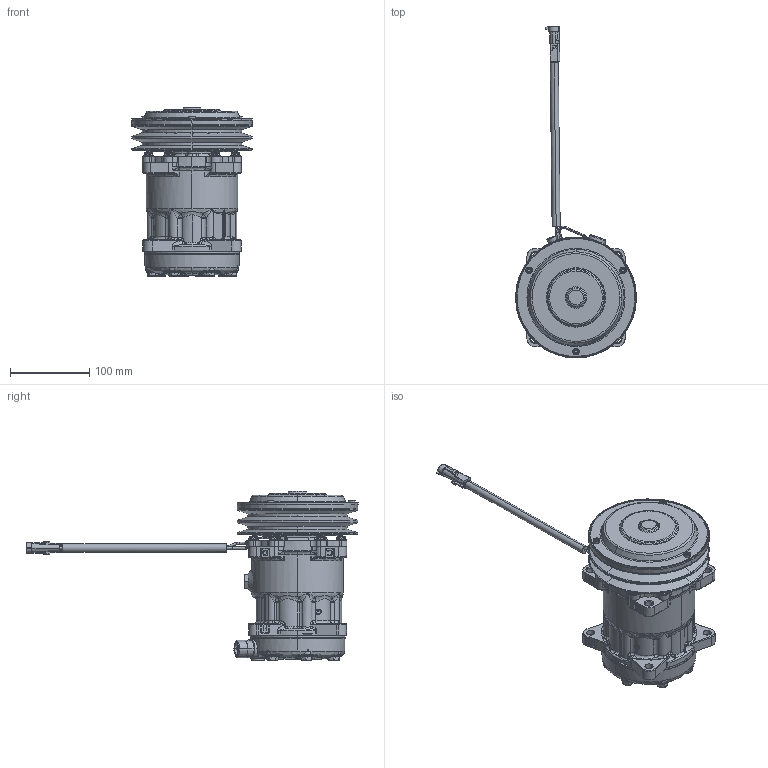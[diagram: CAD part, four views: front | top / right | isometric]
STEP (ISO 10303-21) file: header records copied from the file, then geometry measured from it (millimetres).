
FILE_DESCRIPTION (( 'STEP AP203' ), '1' );
FILE_NAME ('43111111.STEP', '2007-10-15T17:07:53', ( ' ' ), ( ' ' ), 'SwSTEP 2.0', 'SolidWorks 2007', '' );
FILE_SCHEMA (( 'CONFIG_CONTROL_DESIGN' ));
Length unit declared in the file: millimetre
Products named in the file (1): 43111111
Bounding box: 153 x 419.95 x 214.38 mm (x, y, z)
Volume: 2459857.3 mm3; surface area: 199295.9 mm2
Topology: 1 solids, 1 shells, 1994 faces, 5055 edges, 3087 vertices
Faces by surface type: bspline 689, cylinder 577, plane 512, cone 216
Entity records: 151593 total; most frequent: CARTESIAN_POINT 112454, ORIENTED_EDGE 10020, DIRECTION 5185, EDGE_CURVE 5010, VERTEX_POINT 3087, B_SPLINE_CURVE_WITH_KNOTS 2728, EDGE_LOOP 2095, FACE_OUTER_BOUND 1994
